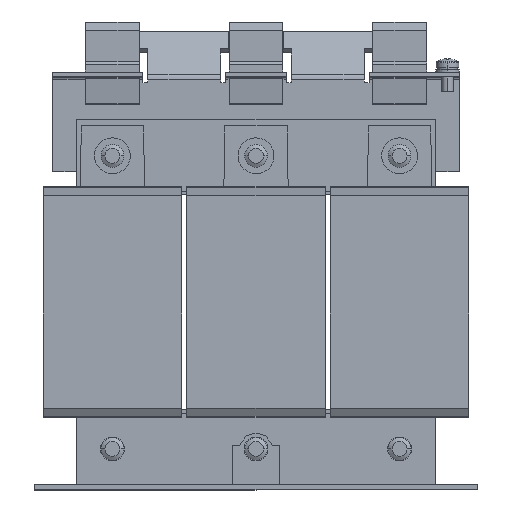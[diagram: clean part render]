
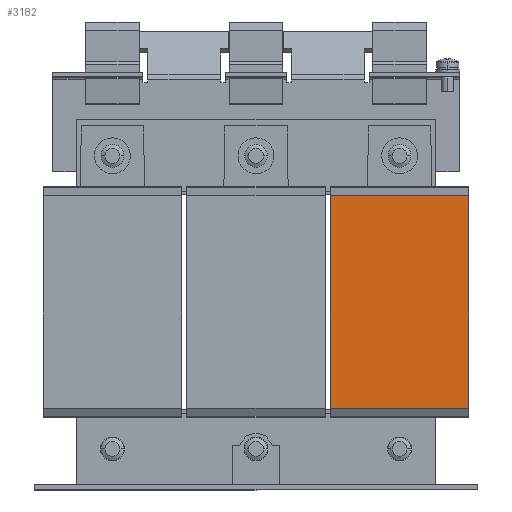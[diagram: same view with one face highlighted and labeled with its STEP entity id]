
A CAD part, top view. The second image highlights one B-rep face of the part: STEP entity #3182.
In plain terms, the highlighted planar face has unit normal (0, 0, 1).
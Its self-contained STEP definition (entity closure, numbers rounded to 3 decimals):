
#406 = VECTOR ( 'NONE', #3871, 1000. ) ;
#586 = CARTESIAN_POINT ( 'NONE',  ( 31., 0., 38.125 ) ) ;
#2913 = EDGE_CURVE ( 'NONE', #8364, #18958, #6084, .T. ) ;
#3182 = ADVANCED_FACE ( 'NONE', ( #5863 ), #14323, .T. ) ;
#3417 = ORIENTED_EDGE ( 'NONE', *, *, #2913, .F. ) ;
#3530 = ORIENTED_EDGE ( 'NONE', *, *, #8599, .T. ) ;
#3871 = DIRECTION ( 'NONE',  ( -1., 0., 0. ) ) ;
#4288 = VERTEX_POINT ( 'NONE', #12044 ) ;
#4654 = EDGE_LOOP ( 'NONE', ( #3417, #10663, #3530, #9015 ) ) ;
#5835 = CARTESIAN_POINT ( 'NONE',  ( 89., 44.4, 38.125 ) ) ;
#5863 = FACE_OUTER_BOUND ( 'NONE', #4654, .T. ) ;
#6084 = LINE ( 'NONE', #586, #12959 ) ;
#7288 = VERTEX_POINT ( 'NONE', #5835 ) ;
#8284 = DIRECTION ( 'NONE',  ( 1., 0., 0. ) ) ;
#8364 = VERTEX_POINT ( 'NONE', #9972 ) ;
#8599 = EDGE_CURVE ( 'NONE', #4288, #7288, #10875, .T. ) ;
#9015 = ORIENTED_EDGE ( 'NONE', *, *, #10161, .T. ) ;
#9635 = DIRECTION ( 'NONE',  ( 0., 1., 0. ) ) ;
#9972 = CARTESIAN_POINT ( 'NONE',  ( 31., -44.4, 38.125 ) ) ;
#10161 = EDGE_CURVE ( 'NONE', #7288, #18958, #16718, .T. ) ;
#10401 = VECTOR ( 'NONE', #15071, 1000. ) ;
#10663 = ORIENTED_EDGE ( 'NONE', *, *, #16200, .F. ) ;
#10875 = LINE ( 'NONE', #18303, #10401 ) ;
#10992 = VECTOR ( 'NONE', #15038, 1000. ) ;
#11336 = AXIS2_PLACEMENT_3D ( 'NONE', #12737, #15613, #8284 ) ;
#12044 = CARTESIAN_POINT ( 'NONE',  ( 89., -44.4, 38.125 ) ) ;
#12737 = CARTESIAN_POINT ( 'NONE',  ( 89., 0., 38.125 ) ) ;
#12959 = VECTOR ( 'NONE', #9635, 1000. ) ;
#14323 = PLANE ( 'NONE',  #11336 ) ;
#14784 = LINE ( 'NONE', #16546, #10992 ) ;
#15038 = DIRECTION ( 'NONE',  ( -1., 0., 0. ) ) ;
#15071 = DIRECTION ( 'NONE',  ( 0., 1., 0. ) ) ;
#15613 = DIRECTION ( 'NONE',  ( 0., 0., 1. ) ) ;
#15739 = CARTESIAN_POINT ( 'NONE',  ( 89., 44.4, 38.125 ) ) ;
#16200 = EDGE_CURVE ( 'NONE', #4288, #8364, #14784, .T. ) ;
#16546 = CARTESIAN_POINT ( 'NONE',  ( 89., -44.4, 38.125 ) ) ;
#16718 = LINE ( 'NONE', #15739, #406 ) ;
#18303 = CARTESIAN_POINT ( 'NONE',  ( 89., 0., 38.125 ) ) ;
#18889 = CARTESIAN_POINT ( 'NONE',  ( 31., 44.4, 38.125 ) ) ;
#18958 = VERTEX_POINT ( 'NONE', #18889 ) ;
